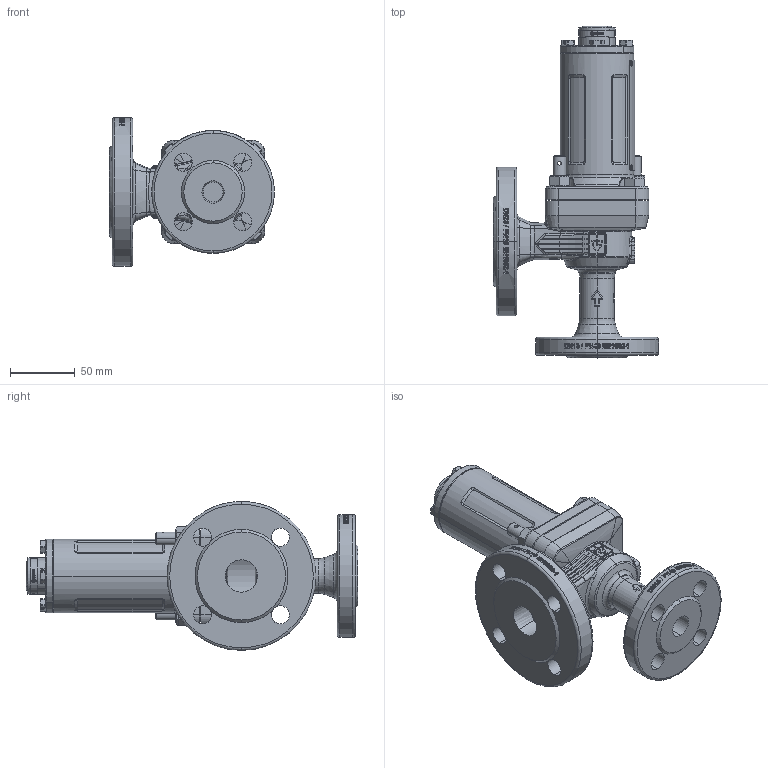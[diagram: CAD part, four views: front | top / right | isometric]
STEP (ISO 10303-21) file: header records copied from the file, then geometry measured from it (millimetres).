
FILE_DESCRIPTION (( 'STEP AP214' ), '1' );
FILE_NAME ('455tGFO_15_FLFL_1525_MD.STEP', '2020-07-08T09:49:42', ( '' ), ( '' ), 'SwSTEP 2.0', 'SolidWorks 2018', '' );
FILE_SCHEMA (( 'AUTOMOTIVE_DESIGN' ));
Length unit declared in the file: millimetre
Products named in the file (2): 455tGFO_15_FLFL_1525_MD
Bounding box: 127.5 x 256.45 x 115 mm (x, y, z)
Volume: 533711 mm3; surface area: 170987.4 mm2
Topology: 15 solids, 15 shells, 1633 faces, 4603 edges, 3161 vertices
Faces by surface type: bspline 517, cylinder 448, plane 448, cone 151, torus 63, sphere 6
Entity records: 129138 total; most frequent: CARTESIAN_POINT 72386, ORIENTED_EDGE 9140, DIRECTION 6478, EDGE_CURVE 4570, VERTEX_POINT 3161, AXIS2_PLACEMENT_3D 2563, EDGE_LOOP 1887, B_SPLINE_CURVE_WITH_KNOTS 1759
